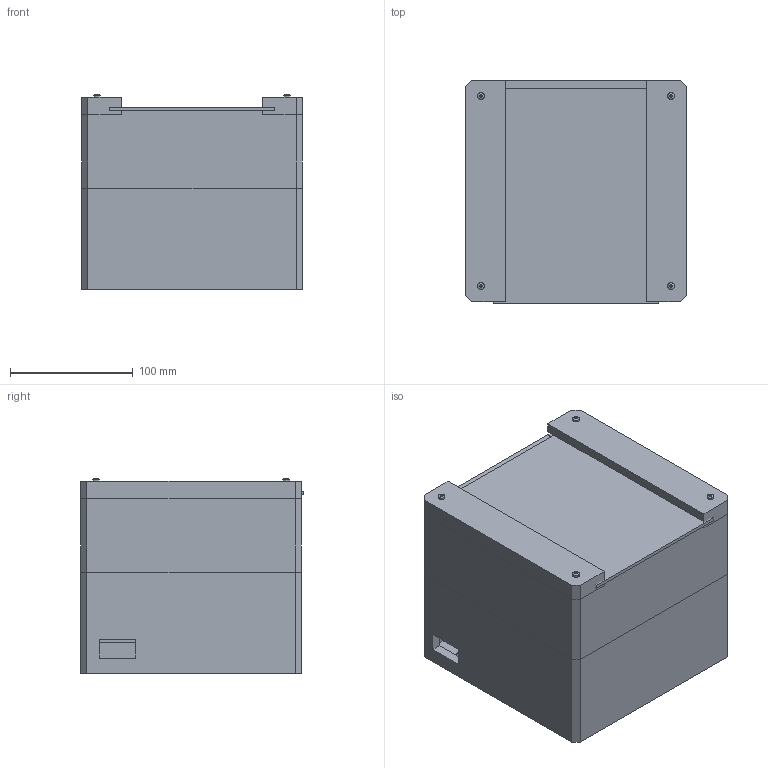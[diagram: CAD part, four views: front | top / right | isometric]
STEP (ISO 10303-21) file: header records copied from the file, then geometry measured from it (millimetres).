
FILE_DESCRIPTION(/* description */ ('STEP AP242 Edition 2','CAx-IF Rec.Pracs.---Representation and Presentation of Product Manufacturing Information (PMI)---4.0---2014-10-13','CAx-IF Rec.Pracs.---3D Tessellated Geometry---0.4---2014-09-14','2;1','CAx-IF Rec.Pracs.---User Defined Attributes---1.5---2016-08-15'),/* implementation_level */ '2;1');
FILE_NAME(/* name */ '696fb539cc0f8a63c357145b',/* time_stamp */ '2026-01-20T17:02:50Z',/* author */ (''),/* organization */ (''),/* preprocessor_version */ 'ST-DEVELOPER v20',/* originating_system */ 'ONSHAPE BY PTC INC, 1.209',/* authorisation */ ' ');
FILE_SCHEMA (('AP242_MANAGED_MODEL_BASED_3D_ENGINEERING_MIM_LF { 1 0 10303 442 3 1 4 }'));
Length unit declared in the file: metre
Products named in the file (10): Main Centrifuge Assembly; PZ Pan head screw M4x0.70 x 12; Lid+Motor Bracket; PZ Pan head screw M3x0.50 x 16; Cover Bracket 2; Rotor; 775; Baseplate; Cover Bracket 1; Acrylic Lid
Assembly tree (17 placements, depth 2):
  Main Centrifuge Assembly
    PZ Pan head screw M4x0.70 x 12  x2
    Lid+Motor Bracket
    PZ Pan head screw M3x0.50 x 16  x8
    Cover Bracket 2
    Rotor
    775
    Baseplate
    Cover Bracket 1
    Acrylic Lid
Bounding box: 180 x 181.54 x 158.82 mm (x, y, z)
Volume: 1591983.4 mm3; surface area: 466797.6 mm2
Topology: 17 solids, 17 shells, 999 faces, 2576 edges, 1660 vertices
Faces by surface type: plane 583, cylinder 170, bspline 119, cone 105, torus 12, sphere 10
Full cylindrical faces by diameter (mm): 2.5 x6, 3 x8, 3.15 x4, 3.2 x2, 3.3 x4, 3.5 x4, 4 x2, 4.15 x2, 4.5 x8, 5 x4, 5.6 x8, 8 x2, 10 x1, 10.613 x8, 13.5 x1, 15 x1, 17.5 x1, 17.8 x1, 25 x1, 40 x1, 42 x1, 42.3 x1, 53.227 x1, 120 x1
Entity records: 22694 total; most frequent: CARTESIAN_POINT 5369, ORIENTED_EDGE 3608, DIRECTION 3143, EDGE_CURVE 1804, VERTEX_POINT 1237, LINE 1103, VECTOR 1103, AXIS2_PLACEMENT_3D 1020
